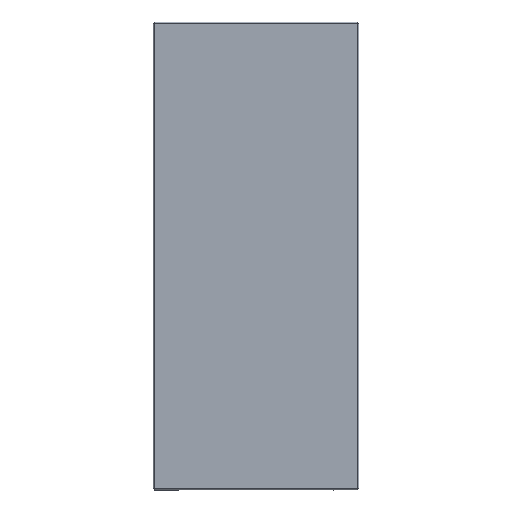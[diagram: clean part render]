
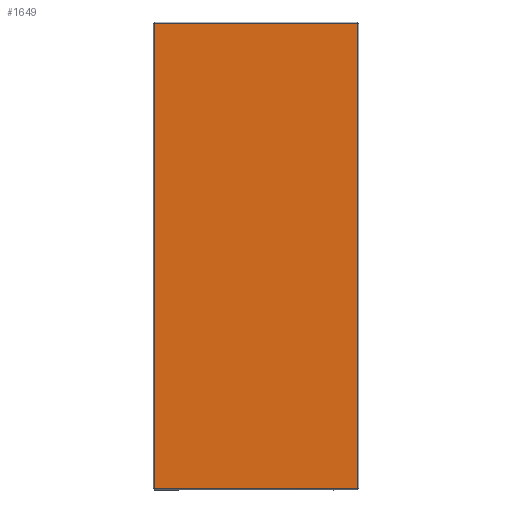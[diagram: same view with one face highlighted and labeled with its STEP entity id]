
A CAD part, left-side view. The second image highlights one B-rep face of the part: STEP entity #1649.
In plain terms, the highlighted planar face has unit normal (-1, 0, 0).
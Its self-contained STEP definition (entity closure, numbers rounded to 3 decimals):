
#10 = FACE_OUTER_BOUND ( 'NONE', #2657, .T. ) ;
#76 = VECTOR ( 'NONE', #141, 1000. ) ;
#121 = ORIENTED_EDGE ( 'NONE', *, *, #1101, .T. ) ;
#141 = DIRECTION ( 'NONE',  ( 0., 0., 1. ) ) ;
#295 = DIRECTION ( 'NONE',  ( 0., 0., -1. ) ) ;
#523 = EDGE_CURVE ( 'NONE', #3093, #997, #2901, .T. ) ;
#737 = DIRECTION ( 'NONE',  ( 0., 1., 0. ) ) ;
#768 = DIRECTION ( 'NONE',  ( 0., -1., 0. ) ) ;
#886 = VECTOR ( 'NONE', #737, 1000. ) ;
#927 = AXIS2_PLACEMENT_3D ( 'NONE', #1883, #1597, #2987 ) ;
#997 = VERTEX_POINT ( 'NONE', #2884 ) ;
#1101 = EDGE_CURVE ( 'NONE', #2236, #3093, #3393, .T. ) ;
#1277 = ORIENTED_EDGE ( 'NONE', *, *, #3126, .T. ) ;
#1296 = CARTESIAN_POINT ( 'NONE',  ( 0., -4734.5, 451. ) ) ;
#1597 = DIRECTION ( 'NONE',  ( -1., 0., 0. ) ) ;
#1649 = ADVANCED_FACE ( 'NONE', ( #10 ), #3264, .T. ) ;
#1672 = EDGE_CURVE ( 'NONE', #997, #2128, #1819, .T. ) ;
#1748 = ORIENTED_EDGE ( 'NONE', *, *, #1672, .T. ) ;
#1819 = LINE ( 'NONE', #1296, #886 ) ;
#1883 = CARTESIAN_POINT ( 'NONE',  ( 0., 0., 0. ) ) ;
#1969 = CARTESIAN_POINT ( 'NONE',  ( 0., -197., -451. ) ) ;
#1985 = VECTOR ( 'NONE', #295, 1000. ) ;
#2077 = CARTESIAN_POINT ( 'NONE',  ( 0., 197., 451. ) ) ;
#2128 = VERTEX_POINT ( 'NONE', #2077 ) ;
#2236 = VERTEX_POINT ( 'NONE', #3208 ) ;
#2448 = CARTESIAN_POINT ( 'NONE',  ( 0., 4734.5, -451. ) ) ;
#2620 = ORIENTED_EDGE ( 'NONE', *, *, #523, .T. ) ;
#2657 = EDGE_LOOP ( 'NONE', ( #1748, #1277, #121, #2620 ) ) ;
#2884 = CARTESIAN_POINT ( 'NONE',  ( 0., -197., 451. ) ) ;
#2901 = LINE ( 'NONE', #2973, #76 ) ;
#2973 = CARTESIAN_POINT ( 'NONE',  ( 0., -197., -4988.5 ) ) ;
#2987 = DIRECTION ( 'NONE',  ( 0., 0., 1. ) ) ;
#3093 = VERTEX_POINT ( 'NONE', #1969 ) ;
#3126 = EDGE_CURVE ( 'NONE', #2128, #2236, #3491, .T. ) ;
#3208 = CARTESIAN_POINT ( 'NONE',  ( 0., 197., -451. ) ) ;
#3214 = VECTOR ( 'NONE', #768, 1000. ) ;
#3264 = PLANE ( 'NONE',  #927 ) ;
#3378 = CARTESIAN_POINT ( 'NONE',  ( 0., 197., 4988.5 ) ) ;
#3393 = LINE ( 'NONE', #2448, #3214 ) ;
#3491 = LINE ( 'NONE', #3378, #1985 ) ;
